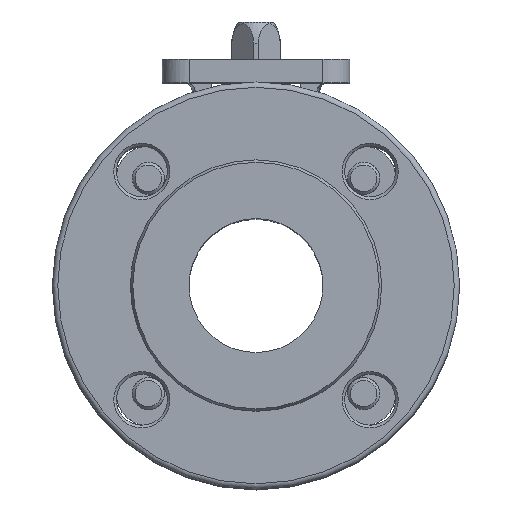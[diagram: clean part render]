
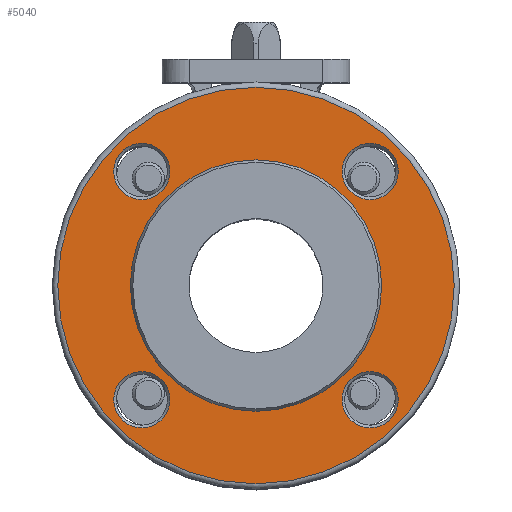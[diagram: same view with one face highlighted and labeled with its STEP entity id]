
A CAD part, top view. The second image highlights one B-rep face of the part: STEP entity #5040.
In plain terms, the highlighted planar face has unit normal (0, 0, 1).
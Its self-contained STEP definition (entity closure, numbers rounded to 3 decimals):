
#615=PLANE('',#5432);
#1050=ORIENTED_EDGE('',*,*,#2542,.F.);
#1051=ORIENTED_EDGE('',*,*,#2544,.F.);
#1052=ORIENTED_EDGE('',*,*,#2545,.F.);
#1053=ORIENTED_EDGE('',*,*,#2546,.F.);
#1054=ORIENTED_EDGE('',*,*,#2547,.F.);
#1055=ORIENTED_EDGE('',*,*,#2541,.T.);
#2541=EDGE_CURVE('',#3292,#3292,#3782,.T.);
#2542=EDGE_CURVE('',#3293,#3293,#3783,.T.);
#2544=EDGE_CURVE('',#3295,#3295,#3785,.T.);
#2545=EDGE_CURVE('',#3296,#3296,#3786,.T.);
#2546=EDGE_CURVE('',#3297,#3297,#3787,.T.);
#2547=EDGE_CURVE('',#3298,#3298,#3788,.T.);
#3292=VERTEX_POINT('',#7836);
#3293=VERTEX_POINT('',#7839);
#3295=VERTEX_POINT('',#7844);
#3296=VERTEX_POINT('',#7846);
#3297=VERTEX_POINT('',#7848);
#3298=VERTEX_POINT('',#7850);
#3782=CIRCLE('',#5428,46.924);
#3783=CIRCLE('',#5430,74.);
#3785=CIRCLE('',#5433,10.5);
#3786=CIRCLE('',#5434,10.5);
#3787=CIRCLE('',#5435,10.5);
#3788=CIRCLE('',#5436,10.5);
#4104=EDGE_LOOP('',(#1050));
#4105=EDGE_LOOP('',(#1051));
#4106=EDGE_LOOP('',(#1052));
#4107=EDGE_LOOP('',(#1053));
#4108=EDGE_LOOP('',(#1054));
#4109=EDGE_LOOP('',(#1055));
#4531=FACE_BOUND('',#4104,.T.);
#4532=FACE_BOUND('',#4105,.T.);
#4533=FACE_BOUND('',#4106,.T.);
#4534=FACE_BOUND('',#4107,.T.);
#4535=FACE_BOUND('',#4108,.T.);
#4536=FACE_BOUND('',#4109,.T.);
#5040=ADVANCED_FACE('',(#4531,#4532,#4533,#4534,#4535,#4536),#615,.F.);
#5428=AXIS2_PLACEMENT_3D('',#7835,#6189,#6190);
#5430=AXIS2_PLACEMENT_3D('',#7838,#6193,#6194);
#5432=AXIS2_PLACEMENT_3D('',#7842,#6197,#6198);
#5433=AXIS2_PLACEMENT_3D('',#7843,#6199,#6200);
#5434=AXIS2_PLACEMENT_3D('',#7845,#6201,#6202);
#5435=AXIS2_PLACEMENT_3D('',#7847,#6203,#6204);
#5436=AXIS2_PLACEMENT_3D('',#7849,#6205,#6206);
#6189=DIRECTION('',(0.,0.,-1.));
#6190=DIRECTION('',(-1.,0.,0.));
#6193=DIRECTION('',(0.,0.,-1.));
#6194=DIRECTION('',(-1.,0.,0.));
#6197=DIRECTION('',(0.,0.,-1.));
#6198=DIRECTION('',(-1.,0.,0.));
#6199=DIRECTION('',(0.,0.,1.));
#6200=DIRECTION('',(1.,0.,0.));
#6201=DIRECTION('',(0.,0.,1.));
#6202=DIRECTION('',(1.,0.,0.));
#6203=DIRECTION('',(0.,0.,1.));
#6204=DIRECTION('',(1.,0.,0.));
#6205=DIRECTION('',(0.,0.,1.));
#6206=DIRECTION('',(1.,0.,0.));
#7835=CARTESIAN_POINT('',(0.,0.,76.4));
#7836=CARTESIAN_POINT('',(-46.924,0.,76.4));
#7838=CARTESIAN_POINT('',(0.,0.,76.4));
#7839=CARTESIAN_POINT('',(-74.,0.,76.4));
#7842=CARTESIAN_POINT('',(0.,46.924,76.4));
#7843=CARTESIAN_POINT('',(-42.603,-42.603,76.4));
#7844=CARTESIAN_POINT('',(-32.103,-42.603,76.4));
#7845=CARTESIAN_POINT('',(42.603,-42.603,76.4));
#7846=CARTESIAN_POINT('',(53.103,-42.603,76.4));
#7847=CARTESIAN_POINT('',(42.603,42.603,76.4));
#7848=CARTESIAN_POINT('',(53.103,42.603,76.4));
#7849=CARTESIAN_POINT('',(-42.603,42.603,76.4));
#7850=CARTESIAN_POINT('',(-32.103,42.603,76.4));
